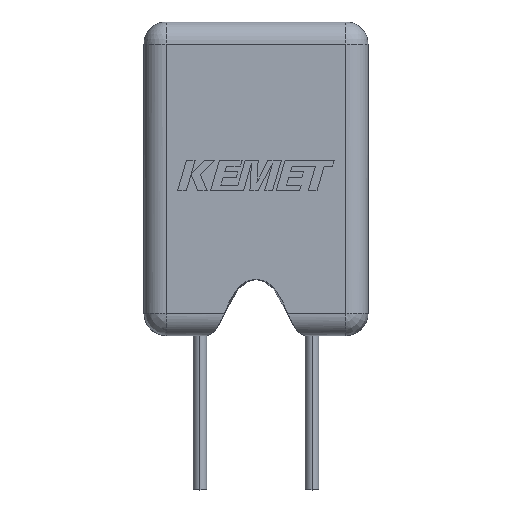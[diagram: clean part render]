
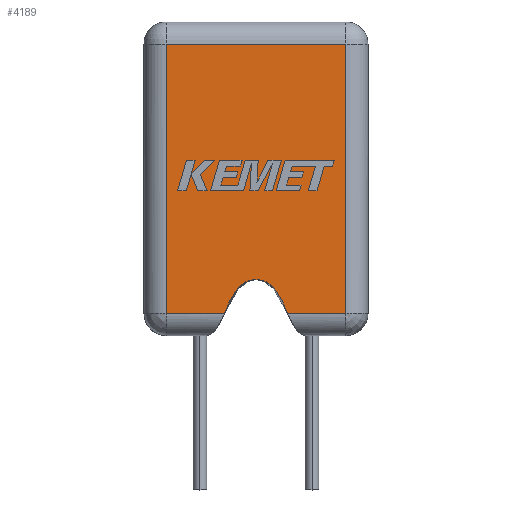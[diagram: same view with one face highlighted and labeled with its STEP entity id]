
A CAD part, top view. The second image highlights one B-rep face of the part: STEP entity #4189.
In plain terms, the highlighted planar face has unit normal (0, 0, 1).
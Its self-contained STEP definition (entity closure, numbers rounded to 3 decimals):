
#31 = AXIS2_PLACEMENT_3D ( 'NONE', #2877, #1061, #3618 ) ;
#72 = VERTEX_POINT ( 'NONE', #239 ) ;
#239 = CARTESIAN_POINT ( 'NONE',  ( 9.16, 13.22, 6.85 ) ) ;
#649 = EDGE_CURVE ( 'NONE', #2824, #72, #1886, .T. ) ;
#701 = CARTESIAN_POINT ( 'NONE',  ( 6.523, 1., 6.85 ) ) ;
#834 = CARTESIAN_POINT ( 'NONE',  ( 5.08, 2.54, 6.85 ) ) ;
#871 = VECTOR ( 'NONE', #1401, 1000. ) ;
#898 = CARTESIAN_POINT ( 'NONE',  ( 3.637, 1., 6.85 ) ) ;
#937 = CARTESIAN_POINT ( 'NONE',  ( 0., 1., 6.85 ) ) ;
#1007 = LINE ( 'NONE', #3410, #3655 ) ;
#1028 = PLANE ( 'NONE',  #31 ) ;
#1061 = DIRECTION ( 'NONE',  ( 0., 0., -1. ) ) ;
#1080 = CARTESIAN_POINT ( 'NONE',  ( 1., 13.22, 6.85 ) ) ;
#1096 = CARTESIAN_POINT ( 'NONE',  ( 5.08, 2.54, 6.85 ) ) ;
#1118 = DIRECTION ( 'NONE',  ( 1., 0., 0. ) ) ;
#1376 = B_SPLINE_CURVE_WITH_KNOTS ( 'NONE', 3,
 ( #2397, #1606, #3438, #898 ),
 .UNSPECIFIED., .F., .F.,
 ( 4, 4 ),
 ( 0., 0.598 ),
 .UNSPECIFIED. ) ;
#1396 = EDGE_CURVE ( 'NONE', #3233, #4577, #3806, .T. ) ;
#1401 = DIRECTION ( 'NONE',  ( 0., 1., 0. ) ) ;
#1439 = EDGE_CURVE ( 'NONE', #3093, #1479, #2097, .T. ) ;
#1479 = VERTEX_POINT ( 'NONE', #1680 ) ;
#1528 = EDGE_LOOP ( 'NONE', ( #4465, #3004, #3869, #2952, #3123, #4137, #3816 ) ) ;
#1592 = VECTOR ( 'NONE', #3137, 1000. ) ;
#1606 = CARTESIAN_POINT ( 'NONE',  ( 4.268, 2.54, 6.85 ) ) ;
#1680 = CARTESIAN_POINT ( 'NONE',  ( 1., 1., 6.85 ) ) ;
#1841 = CARTESIAN_POINT ( 'NONE',  ( 3.637, 1., 6.85 ) ) ;
#1848 = EDGE_CURVE ( 'NONE', #72, #3093, #1007, .T. ) ;
#1886 = LINE ( 'NONE', #4565, #871 ) ;
#1892 = CARTESIAN_POINT ( 'NONE',  ( 1., 0., 6.85 ) ) ;
#1912 = DIRECTION ( 'NONE',  ( -1., 0., 0. ) ) ;
#2028 = EDGE_CURVE ( 'NONE', #3233, #4205, #1376, .T. ) ;
#2097 = LINE ( 'NONE', #1892, #2442 ) ;
#2339 = FACE_OUTER_BOUND ( 'NONE', #1528, .T. ) ;
#2397 = CARTESIAN_POINT ( 'NONE',  ( 5.08, 2.54, 6.85 ) ) ;
#2442 = VECTOR ( 'NONE', #3373, 1000. ) ;
#2660 = CARTESIAN_POINT ( 'NONE',  ( 6.209, 1.713, 6.85 ) ) ;
#2824 = VERTEX_POINT ( 'NONE', #4005 ) ;
#2877 = CARTESIAN_POINT ( 'NONE',  ( 0., 0., 6.85 ) ) ;
#2952 = ORIENTED_EDGE ( 'NONE', *, *, #649, .T. ) ;
#3004 = ORIENTED_EDGE ( 'NONE', *, *, #1396, .T. ) ;
#3093 = VERTEX_POINT ( 'NONE', #1080 ) ;
#3123 = ORIENTED_EDGE ( 'NONE', *, *, #1848, .T. ) ;
#3137 = DIRECTION ( 'NONE',  ( 1., 0., 0. ) ) ;
#3233 = VERTEX_POINT ( 'NONE', #1096 ) ;
#3373 = DIRECTION ( 'NONE',  ( 0., -1., 0. ) ) ;
#3410 = CARTESIAN_POINT ( 'NONE',  ( 0., 13.22, 6.85 ) ) ;
#3426 = VECTOR ( 'NONE', #1118, 1000. ) ;
#3438 = CARTESIAN_POINT ( 'NONE',  ( 3.951, 1.713, 6.85 ) ) ;
#3618 = DIRECTION ( 'NONE',  ( -1., 0., 0. ) ) ;
#3632 = LINE ( 'NONE', #937, #1592 ) ;
#3655 = VECTOR ( 'NONE', #1912, 1000. ) ;
#3715 = CARTESIAN_POINT ( 'NONE',  ( 5.892, 2.54, 6.85 ) ) ;
#3806 = B_SPLINE_CURVE_WITH_KNOTS ( 'NONE', 3,
 ( #834, #3715, #2660, #4078 ),
 .UNSPECIFIED., .F., .F.,
 ( 4, 4 ),
 ( 0., 0.598 ),
 .UNSPECIFIED. ) ;
#3816 = ORIENTED_EDGE ( 'NONE', *, *, #4374, .T. ) ;
#3869 = ORIENTED_EDGE ( 'NONE', *, *, #4194, .T. ) ;
#4005 = CARTESIAN_POINT ( 'NONE',  ( 9.16, 1., 6.85 ) ) ;
#4078 = CARTESIAN_POINT ( 'NONE',  ( 6.523, 1., 6.85 ) ) ;
#4137 = ORIENTED_EDGE ( 'NONE', *, *, #1439, .T. ) ;
#4189 = ADVANCED_FACE ( 'NONE', ( #2339 ), #1028, .F. ) ;
#4194 = EDGE_CURVE ( 'NONE', #4577, #2824, #4467, .T. ) ;
#4205 = VERTEX_POINT ( 'NONE', #1841 ) ;
#4290 = CARTESIAN_POINT ( 'NONE',  ( 0., 1., 6.85 ) ) ;
#4374 = EDGE_CURVE ( 'NONE', #1479, #4205, #3632, .T. ) ;
#4465 = ORIENTED_EDGE ( 'NONE', *, *, #2028, .F. ) ;
#4467 = LINE ( 'NONE', #4290, #3426 ) ;
#4565 = CARTESIAN_POINT ( 'NONE',  ( 9.16, 0., 6.85 ) ) ;
#4577 = VERTEX_POINT ( 'NONE', #701 ) ;
